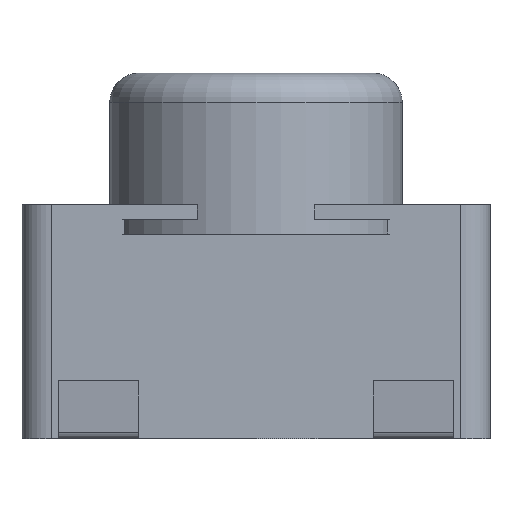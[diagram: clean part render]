
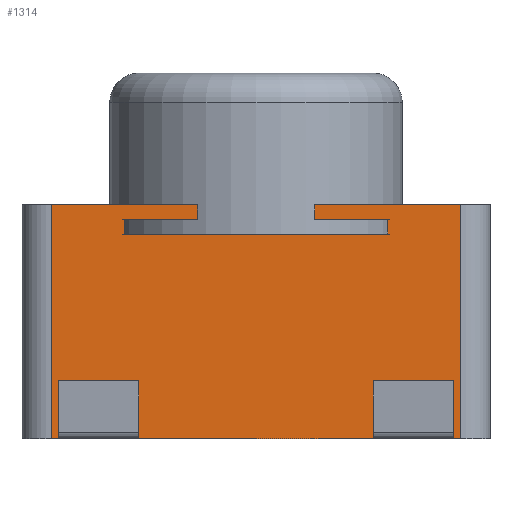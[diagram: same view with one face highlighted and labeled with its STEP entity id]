
A CAD part, left-side view. The second image highlights one B-rep face of the part: STEP entity #1314.
In plain terms, the highlighted planar face has unit normal (-1, 0, 0).
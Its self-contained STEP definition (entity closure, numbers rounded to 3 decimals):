
#134=FACE_OUTER_BOUND('',#202,.T.);
#202=EDGE_LOOP('',(#1179,#1180,#1181,#1182,#1183,#1184,#1185,#1186,#1187,
#1188,#1189,#1190,#1191,#1192,#1193,#1194,#1195,#1196,#1197,#1198));
#206=LINE('',#1797,#360);
#218=LINE('',#1830,#372);
#221=LINE('',#1835,#375);
#223=LINE('',#1841,#377);
#238=LINE('',#1878,#392);
#239=LINE('',#1881,#393);
#290=LINE('',#2023,#444);
#294=LINE('',#2032,#448);
#296=LINE('',#2037,#450);
#301=LINE('',#2047,#455);
#302=LINE('',#2052,#456);
#306=LINE('',#2059,#460);
#326=LINE('',#2106,#480);
#330=LINE('',#2113,#484);
#336=LINE('',#2124,#490);
#342=LINE('',#2136,#496);
#348=LINE('',#2152,#502);
#349=LINE('',#2153,#503);
#350=LINE('',#2154,#504);
#353=LINE('',#2160,#507);
#360=VECTOR('',#1437,10.);
#372=VECTOR('',#1469,10.);
#375=VECTOR('',#1474,10.);
#377=VECTOR('',#1478,10.);
#392=VECTOR('',#1513,10.);
#393=VECTOR('',#1516,10.);
#444=VECTOR('',#1655,10.);
#448=VECTOR('',#1663,10.);
#450=VECTOR('',#1667,10.);
#455=VECTOR('',#1674,10.);
#456=VECTOR('',#1679,10.);
#460=VECTOR('',#1685,10.);
#480=VECTOR('',#1723,10.);
#484=VECTOR('',#1729,10.);
#490=VECTOR('',#1737,10.);
#496=VECTOR('',#1751,10.);
#502=VECTOR('',#1765,10.);
#503=VECTOR('',#1766,10.);
#504=VECTOR('',#1767,10.);
#507=VECTOR('',#1776,10.);
#512=VERTEX_POINT('',#1791);
#514=VERTEX_POINT('',#1795);
#525=VERTEX_POINT('',#1829);
#526=VERTEX_POINT('',#1833);
#528=VERTEX_POINT('',#1838);
#529=VERTEX_POINT('',#1840);
#541=VERTEX_POINT('',#1876);
#542=VERTEX_POINT('',#1880);
#587=VERTEX_POINT('',#2019);
#589=VERTEX_POINT('',#2022);
#591=VERTEX_POINT('',#2028);
#594=VERTEX_POINT('',#2035);
#595=VERTEX_POINT('',#2040);
#598=VERTEX_POINT('',#2045);
#600=VERTEX_POINT('',#2050);
#601=VERTEX_POINT('',#2055);
#619=VERTEX_POINT('',#2103);
#622=VERTEX_POINT('',#2110);
#628=VERTEX_POINT('',#2134);
#634=VERTEX_POINT('',#2150);
#638=EDGE_CURVE('',#512,#514,#206,.T.);
#654=EDGE_CURVE('',#525,#512,#218,.T.);
#657=EDGE_CURVE('',#514,#526,#221,.T.);
#659=EDGE_CURVE('',#529,#528,#223,.T.);
#678=EDGE_CURVE('',#528,#541,#238,.T.);
#679=EDGE_CURVE('',#542,#529,#239,.T.);
#748=EDGE_CURVE('',#587,#589,#290,.T.);
#753=EDGE_CURVE('',#589,#591,#294,.T.);
#755=EDGE_CURVE('',#594,#587,#296,.T.);
#760=EDGE_CURVE('',#595,#598,#301,.T.);
#762=EDGE_CURVE('',#600,#598,#302,.T.);
#766=EDGE_CURVE('',#601,#595,#306,.T.);
#788=EDGE_CURVE('',#619,#594,#326,.T.);
#792=EDGE_CURVE('',#622,#601,#330,.T.);
#798=EDGE_CURVE('',#622,#619,#336,.T.);
#805=EDGE_CURVE('',#628,#600,#342,.T.);
#814=EDGE_CURVE('',#634,#541,#348,.T.);
#815=EDGE_CURVE('',#542,#526,#349,.T.);
#816=EDGE_CURVE('',#525,#628,#350,.T.);
#819=EDGE_CURVE('',#591,#634,#353,.T.);
#1179=ORIENTED_EDGE('',*,*,#657,.T.);
#1180=ORIENTED_EDGE('',*,*,#815,.F.);
#1181=ORIENTED_EDGE('',*,*,#679,.T.);
#1182=ORIENTED_EDGE('',*,*,#659,.T.);
#1183=ORIENTED_EDGE('',*,*,#678,.T.);
#1184=ORIENTED_EDGE('',*,*,#814,.F.);
#1185=ORIENTED_EDGE('',*,*,#819,.F.);
#1186=ORIENTED_EDGE('',*,*,#753,.F.);
#1187=ORIENTED_EDGE('',*,*,#748,.F.);
#1188=ORIENTED_EDGE('',*,*,#755,.F.);
#1189=ORIENTED_EDGE('',*,*,#788,.F.);
#1190=ORIENTED_EDGE('',*,*,#798,.F.);
#1191=ORIENTED_EDGE('',*,*,#792,.T.);
#1192=ORIENTED_EDGE('',*,*,#766,.T.);
#1193=ORIENTED_EDGE('',*,*,#760,.T.);
#1194=ORIENTED_EDGE('',*,*,#762,.F.);
#1195=ORIENTED_EDGE('',*,*,#805,.F.);
#1196=ORIENTED_EDGE('',*,*,#816,.F.);
#1197=ORIENTED_EDGE('',*,*,#654,.T.);
#1198=ORIENTED_EDGE('',*,*,#638,.T.);
#1247=PLANE('',#1429);
#1314=ADVANCED_FACE('',(#134),#1247,.T.);
#1429=AXIS2_PLACEMENT_3D('',#2167,#1786,#1787);
#1437=DIRECTION('',(0.,-1.,0.));
#1469=DIRECTION('',(0.,0.,1.));
#1474=DIRECTION('',(0.,0.,-1.));
#1478=DIRECTION('',(0.,-1.,0.));
#1513=DIRECTION('',(0.,0.,-1.));
#1516=DIRECTION('',(0.,0.,1.));
#1655=DIRECTION('',(0.,0.,1.));
#1663=DIRECTION('',(0.,-1.,0.));
#1667=DIRECTION('',(0.,1.,0.));
#1674=DIRECTION('',(0.,0.,1.));
#1679=DIRECTION('',(0.,-1.,0.));
#1685=DIRECTION('',(0.,-1.,0.));
#1723=DIRECTION('',(0.,0.,1.));
#1729=DIRECTION('',(0.,0.,1.));
#1737=DIRECTION('',(0.,-1.,0.));
#1751=DIRECTION('',(0.,0.,1.));
#1765=DIRECTION('',(0.,1.,0.));
#1766=DIRECTION('',(0.,1.,0.));
#1767=DIRECTION('',(0.,1.,0.));
#1776=DIRECTION('',(0.,0.,-1.));
#1786=DIRECTION('center_axis',(-1.,0.,0.));
#1787=DIRECTION('ref_axis',(0.,-1.,0.));
#1791=CARTESIAN_POINT('',(-2.1,1.35,0.05));
#1795=CARTESIAN_POINT('',(-2.1,0.8,0.05));
#1797=CARTESIAN_POINT('',(-2.1,1.475,0.05));
#1829=CARTESIAN_POINT('',(-2.1,1.35,0.));
#1830=CARTESIAN_POINT('',(-2.1,1.35,0.1));
#1833=CARTESIAN_POINT('',(-2.1,0.8,0.));
#1835=CARTESIAN_POINT('',(-2.1,0.8,0.1));
#1838=CARTESIAN_POINT('',(-2.1,-1.35,0.05));
#1840=CARTESIAN_POINT('',(-2.1,-0.8,0.05));
#1841=CARTESIAN_POINT('',(-2.1,0.125,0.05));
#1876=CARTESIAN_POINT('',(-2.1,-1.35,0.));
#1878=CARTESIAN_POINT('',(-2.1,-1.35,0.1));
#1880=CARTESIAN_POINT('',(-2.1,-0.8,0.));
#1881=CARTESIAN_POINT('',(-2.1,-0.8,0.1));
#2019=CARTESIAN_POINT('',(-2.1,-0.4,1.5));
#2022=CARTESIAN_POINT('',(-2.1,-0.4,1.6));
#2023=CARTESIAN_POINT('',(-2.1,-0.4,1.5));
#2028=CARTESIAN_POINT('',(-2.1,-1.4,1.6));
#2032=CARTESIAN_POINT('',(-2.1,-1.4,1.6));
#2035=CARTESIAN_POINT('',(-2.1,-0.9,1.5));
#2037=CARTESIAN_POINT('',(-2.1,-1.4,1.5));
#2040=CARTESIAN_POINT('',(-2.1,0.4,1.5));
#2045=CARTESIAN_POINT('',(-2.1,0.4,1.6));
#2047=CARTESIAN_POINT('',(-2.1,0.4,1.5));
#2050=CARTESIAN_POINT('',(-2.1,1.4,1.6));
#2052=CARTESIAN_POINT('',(-2.1,1.4,1.6));
#2055=CARTESIAN_POINT('',(-2.1,0.9,1.5));
#2059=CARTESIAN_POINT('',(-2.1,1.4,1.5));
#2103=CARTESIAN_POINT('',(-2.1,-0.9,1.4));
#2106=CARTESIAN_POINT('',(-2.1,-0.9,1.4));
#2110=CARTESIAN_POINT('',(-2.1,0.9,1.4));
#2113=CARTESIAN_POINT('',(-2.1,0.9,1.4));
#2124=CARTESIAN_POINT('',(-2.1,-1.6,1.4));
#2134=CARTESIAN_POINT('',(-2.1,1.4,0.));
#2136=CARTESIAN_POINT('',(-2.1,1.4,0.));
#2150=CARTESIAN_POINT('',(-2.1,-1.4,0.));
#2152=CARTESIAN_POINT('',(-2.1,-1.6,0.));
#2153=CARTESIAN_POINT('',(-2.1,-1.6,0.));
#2154=CARTESIAN_POINT('',(-2.1,-1.6,0.));
#2160=CARTESIAN_POINT('',(-2.1,-1.4,0.));
#2167=CARTESIAN_POINT('Origin',(-2.1,1.6,0.));
